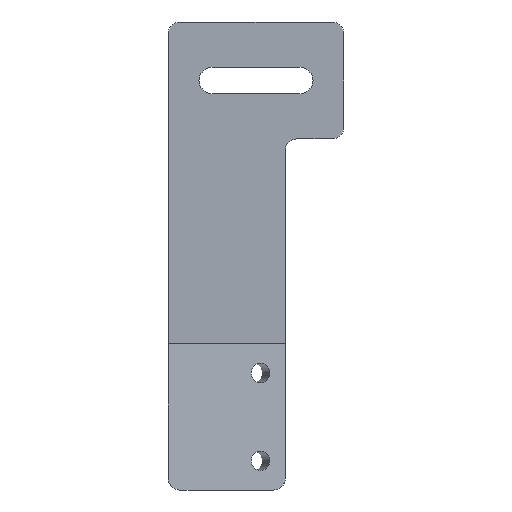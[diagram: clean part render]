
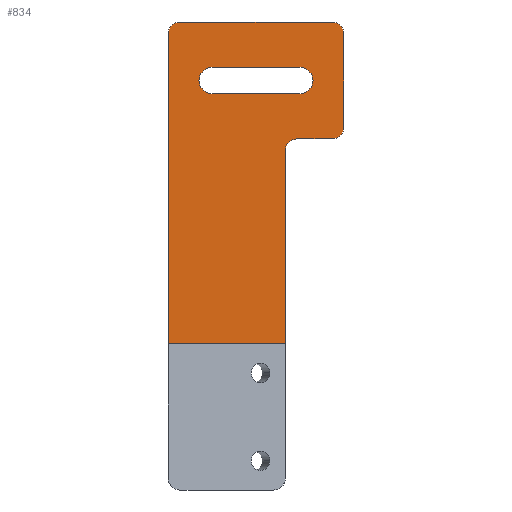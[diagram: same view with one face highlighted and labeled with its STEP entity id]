
A CAD part, front view. The second image highlights one B-rep face of the part: STEP entity #834.
In plain terms, the highlighted planar face has unit normal (0, -1, 0).
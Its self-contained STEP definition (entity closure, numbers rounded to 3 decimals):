
#2 = EDGE_CURVE ( 'NONE', #370, #883, #775, .T. ) ;
#31 = ORIENTED_EDGE ( 'NONE', *, *, #143, .F. ) ;
#42 = AXIS2_PLACEMENT_3D ( 'NONE', #433, #122, #255 ) ;
#53 = CARTESIAN_POINT ( 'NONE',  ( 15., 0., -8. ) ) ;
#59 = ORIENTED_EDGE ( 'NONE', *, *, #168, .F. ) ;
#77 = CARTESIAN_POINT ( 'NONE',  ( 15., 0., 10. ) ) ;
#80 = VERTEX_POINT ( 'NONE', #574 ) ;
#92 = DIRECTION ( 'NONE',  ( 1., 0., 0. ) ) ;
#99 = DIRECTION ( 'NONE',  ( 1., 0., 0. ) ) ;
#102 = CARTESIAN_POINT ( 'NONE',  ( 13., 0., -8. ) ) ;
#111 = DIRECTION ( 'NONE',  ( 0., 0., -1. ) ) ;
#113 = CARTESIAN_POINT ( 'NONE',  ( -15., 0., -45. ) ) ;
#122 = DIRECTION ( 'NONE',  ( 0., 1., 0. ) ) ;
#137 = CARTESIAN_POINT ( 'NONE',  ( 13., 0., -10. ) ) ;
#143 = EDGE_CURVE ( 'NONE', #338, #80, #915, .T. ) ;
#157 = CARTESIAN_POINT ( 'NONE',  ( 5., 0., -45. ) ) ;
#159 = VERTEX_POINT ( 'NONE', #455 ) ;
#168 = EDGE_CURVE ( 'NONE', #432, #796, #258, .T. ) ;
#178 = EDGE_CURVE ( 'NONE', #883, #389, #430, .T. ) ;
#184 = DIRECTION ( 'NONE',  ( 0., 1., 0. ) ) ;
#221 = VERTEX_POINT ( 'NONE', #113 ) ;
#223 = DIRECTION ( 'NONE',  ( -1., 0., 0. ) ) ;
#230 = EDGE_CURVE ( 'NONE', #669, #273, #721, .T. ) ;
#231 = EDGE_CURVE ( 'NONE', #221, #273, #398, .T. ) ;
#233 = CARTESIAN_POINT ( 'NONE',  ( 13., 0., 8. ) ) ;
#246 = ORIENTED_EDGE ( 'NONE', *, *, #916, .T. ) ;
#255 = DIRECTION ( 'NONE',  ( 0., 0., 1. ) ) ;
#256 = EDGE_LOOP ( 'NONE', ( #246, #348, #357, #306, #493, #59, #677, #458, #549, #731 ) ) ;
#258 = CIRCLE ( 'NONE', #755, 2. ) ;
#263 = CARTESIAN_POINT ( 'NONE',  ( 13., 0., 10. ) ) ;
#273 = VERTEX_POINT ( 'NONE', #157 ) ;
#289 = CARTESIAN_POINT ( 'NONE',  ( -13., 0., 10. ) ) ;
#306 = ORIENTED_EDGE ( 'NONE', *, *, #825, .F. ) ;
#312 = CARTESIAN_POINT ( 'NONE',  ( 15., 0., -10. ) ) ;
#322 = AXIS2_PLACEMENT_3D ( 'NONE', #713, #538, #960 ) ;
#338 = VERTEX_POINT ( 'NONE', #405 ) ;
#348 = ORIENTED_EDGE ( 'NONE', *, *, #231, .T. ) ;
#357 = ORIENTED_EDGE ( 'NONE', *, *, #230, .F. ) ;
#370 = VERTEX_POINT ( 'NONE', #289 ) ;
#389 = VERTEX_POINT ( 'NONE', #723 ) ;
#395 = VERTEX_POINT ( 'NONE', #531 ) ;
#396 = DIRECTION ( 'NONE',  ( 1., 0., 0. ) ) ;
#398 = LINE ( 'NONE', #981, #931 ) ;
#404 = CARTESIAN_POINT ( 'NONE',  ( 15., 0., 10. ) ) ;
#405 = CARTESIAN_POINT ( 'NONE',  ( 7.5, 0., 2.25 ) ) ;
#412 = DIRECTION ( 'NONE',  ( 0., 0., -1. ) ) ;
#424 = DIRECTION ( 'NONE',  ( 1., 0., 0. ) ) ;
#425 = VERTEX_POINT ( 'NONE', #578 ) ;
#430 = CIRCLE ( 'NONE', #987, 2. ) ;
#432 = VERTEX_POINT ( 'NONE', #53 ) ;
#433 = CARTESIAN_POINT ( 'NONE',  ( -7.5, 0., 0. ) ) ;
#435 = ORIENTED_EDGE ( 'NONE', *, *, #840, .T. ) ;
#448 = VECTOR ( 'NONE', #710, 1000. ) ;
#450 = EDGE_CURVE ( 'NONE', #389, #432, #823, .T. ) ;
#455 = CARTESIAN_POINT ( 'NONE',  ( -15., 0., 8. ) ) ;
#458 = ORIENTED_EDGE ( 'NONE', *, *, #178, .F. ) ;
#474 = DIRECTION ( 'NONE',  ( 1., 0., 0. ) ) ;
#475 = DIRECTION ( 'NONE',  ( -1., 0., 0. ) ) ;
#488 = CARTESIAN_POINT ( 'NONE',  ( -13., 0., 8. ) ) ;
#493 = ORIENTED_EDGE ( 'NONE', *, *, #679, .F. ) ;
#510 = CARTESIAN_POINT ( 'NONE',  ( -15., 0., 10. ) ) ;
#531 = CARTESIAN_POINT ( 'NONE',  ( 7.5, 0., -2.25 ) ) ;
#537 = AXIS2_PLACEMENT_3D ( 'NONE', #977, #792, #111 ) ;
#538 = DIRECTION ( 'NONE',  ( 0., 1., 0. ) ) ;
#549 = ORIENTED_EDGE ( 'NONE', *, *, #2, .F. ) ;
#574 = CARTESIAN_POINT ( 'NONE',  ( -7.5, 0., 2.25 ) ) ;
#578 = CARTESIAN_POINT ( 'NONE',  ( 7., 0., -10. ) ) ;
#594 = CARTESIAN_POINT ( 'NONE',  ( 15., 0., 10. ) ) ;
#601 = CARTESIAN_POINT ( 'NONE',  ( 5., 0., -70. ) ) ;
#628 = CIRCLE ( 'NONE', #944, 2. ) ;
#636 = DIRECTION ( 'NONE',  ( 0., 0., -1. ) ) ;
#638 = LINE ( 'NONE', #868, #672 ) ;
#649 = VECTOR ( 'NONE', #636, 1000. ) ;
#650 = DIRECTION ( 'NONE',  ( 0., 1., 0. ) ) ;
#658 = DIRECTION ( 'NONE',  ( 1., 0., 0. ) ) ;
#664 = LINE ( 'NONE', #510, #649 ) ;
#669 = VERTEX_POINT ( 'NONE', #777 ) ;
#671 = CIRCLE ( 'NONE', #42, 2.25 ) ;
#672 = VECTOR ( 'NONE', #223, 1000. ) ;
#674 = PLANE ( 'NONE',  #888 ) ;
#677 = ORIENTED_EDGE ( 'NONE', *, *, #450, .F. ) ;
#679 = EDGE_CURVE ( 'NONE', #796, #425, #747, .T. ) ;
#681 = CIRCLE ( 'NONE', #322, 2.25 ) ;
#684 = FACE_BOUND ( 'NONE', #945, .T. ) ;
#695 = CIRCLE ( 'NONE', #537, 2. ) ;
#696 = DIRECTION ( 'NONE',  ( 0., 1., 0. ) ) ;
#707 = CARTESIAN_POINT ( 'NONE',  ( 7.5, 0., 2.25 ) ) ;
#708 = FACE_OUTER_BOUND ( 'NONE', #256, .T. ) ;
#710 = DIRECTION ( 'NONE',  ( -1., 0., 0. ) ) ;
#713 = CARTESIAN_POINT ( 'NONE',  ( 7.5, 0., 0. ) ) ;
#721 = LINE ( 'NONE', #601, #925 ) ;
#723 = CARTESIAN_POINT ( 'NONE',  ( 15., 0., 8. ) ) ;
#726 = VECTOR ( 'NONE', #92, 1000. ) ;
#731 = ORIENTED_EDGE ( 'NONE', *, *, #984, .F. ) ;
#739 = VECTOR ( 'NONE', #475, 1000. ) ;
#747 = LINE ( 'NONE', #312, #739 ) ;
#754 = DIRECTION ( 'NONE',  ( 0., 0., -1. ) ) ;
#755 = AXIS2_PLACEMENT_3D ( 'NONE', #102, #696, #99 ) ;
#771 = DIRECTION ( 'NONE',  ( 0., -1., 0. ) ) ;
#773 = VERTEX_POINT ( 'NONE', #952 ) ;
#775 = LINE ( 'NONE', #77, #726 ) ;
#777 = CARTESIAN_POINT ( 'NONE',  ( 5., 0., -12. ) ) ;
#792 = DIRECTION ( 'NONE',  ( 0., -1., 0. ) ) ;
#796 = VERTEX_POINT ( 'NONE', #137 ) ;
#797 = ORIENTED_EDGE ( 'NONE', *, *, #877, .T. ) ;
#816 = VECTOR ( 'NONE', #754, 1000. ) ;
#823 = LINE ( 'NONE', #594, #816 ) ;
#825 = EDGE_CURVE ( 'NONE', #425, #669, #695, .T. ) ;
#834 = ADVANCED_FACE ( 'NONE', ( #708, #684 ), #674, .T. ) ;
#838 = ORIENTED_EDGE ( 'NONE', *, *, #953, .T. ) ;
#840 = EDGE_CURVE ( 'NONE', #338, #395, #681, .T. ) ;
#868 = CARTESIAN_POINT ( 'NONE',  ( 7.5, 0., -2.25 ) ) ;
#877 = EDGE_CURVE ( 'NONE', #773, #80, #671, .T. ) ;
#883 = VERTEX_POINT ( 'NONE', #263 ) ;
#888 = AXIS2_PLACEMENT_3D ( 'NONE', #404, #771, #396 ) ;
#915 = LINE ( 'NONE', #707, #448 ) ;
#916 = EDGE_CURVE ( 'NONE', #159, #221, #664, .T. ) ;
#925 = VECTOR ( 'NONE', #412, 1000. ) ;
#931 = VECTOR ( 'NONE', #658, 1000. ) ;
#944 = AXIS2_PLACEMENT_3D ( 'NONE', #488, #184, #424 ) ;
#945 = EDGE_LOOP ( 'NONE', ( #31, #435, #838, #797 ) ) ;
#952 = CARTESIAN_POINT ( 'NONE',  ( -7.5, 0., -2.25 ) ) ;
#953 = EDGE_CURVE ( 'NONE', #395, #773, #638, .T. ) ;
#960 = DIRECTION ( 'NONE',  ( 0., 0., 1. ) ) ;
#977 = CARTESIAN_POINT ( 'NONE',  ( 7., 0., -12. ) ) ;
#981 = CARTESIAN_POINT ( 'NONE',  ( -33.002, 0., -45. ) ) ;
#984 = EDGE_CURVE ( 'NONE', #159, #370, #628, .T. ) ;
#987 = AXIS2_PLACEMENT_3D ( 'NONE', #233, #650, #474 ) ;
